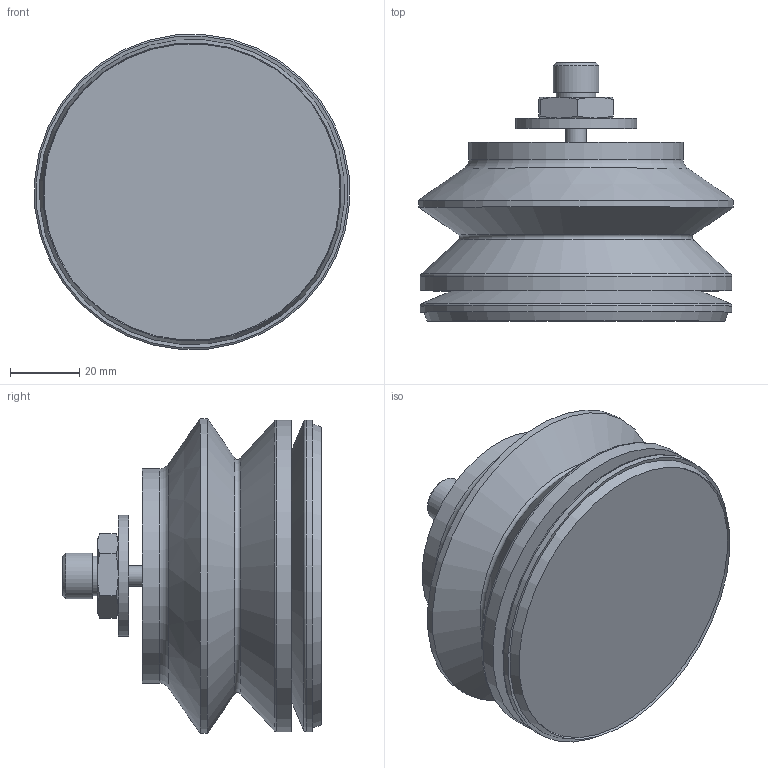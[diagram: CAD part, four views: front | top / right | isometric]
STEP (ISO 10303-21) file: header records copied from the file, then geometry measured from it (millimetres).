
FILE_DESCRIPTION(/* description */ (''),/* implementation_level */ '2;1');
FILE_NAME(/* name */ 'vmdf3nit_vmdlp90cn_rac38r1-4m.stp',/* time_stamp */ '2022-06-16T15:33:44+02:00',/* author */ ('enginyeria'),/* organization */ (''),/* preprocessor_version */ 'ST-DEVELOPER v17.2',/* originating_system */ 'Autodesk Inventor 2019',/* authorisation */ '');
FILE_SCHEMA (('AUTOMOTIVE_DESIGN { 1 0 10303 214 3 1 1 }'));
Length unit declared in the file: metre
Products named in the file (1): Pieza2
Bounding box: 90.77 x 74.51 x 90.77 mm (x, y, z)
Volume: 261896.3 mm3; surface area: 32932.8 mm2
Topology: 1 solids, 1 shells, 50 faces, 131 edges, 90 vertices
Faces by surface type: cone 22, plane 15, cylinder 9, torus 4
Full cylindrical faces by diameter (mm): 6 x1, 11 x1, 11.441 x1, 13.157 x1, 35 x1, 62 x1, 90 x2, 91 x1
Entity records: 1694 total; most frequent: CARTESIAN_POINT 320, DIRECTION 291, ORIENTED_EDGE 262, AXIS2_PLACEMENT_3D 133, EDGE_CURVE 131, VERTEX_POINT 90, CIRCLE 82, EDGE_LOOP 57
